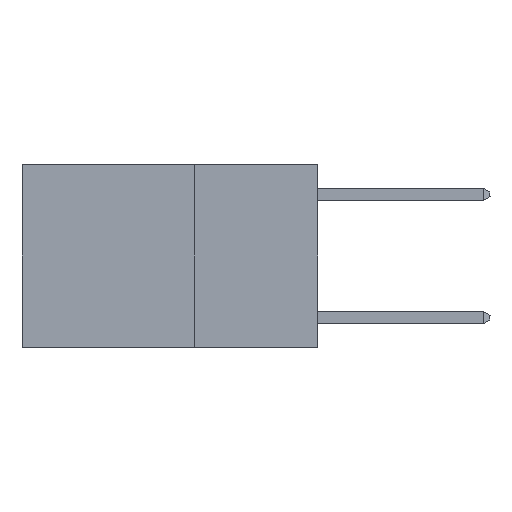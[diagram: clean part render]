
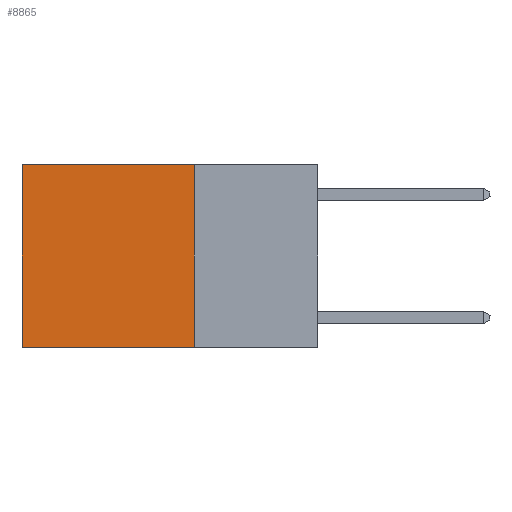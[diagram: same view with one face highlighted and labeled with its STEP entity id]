
A CAD part, left-side view. The second image highlights one B-rep face of the part: STEP entity #8865.
In plain terms, the highlighted planar face has unit normal (-1, 0, 0).
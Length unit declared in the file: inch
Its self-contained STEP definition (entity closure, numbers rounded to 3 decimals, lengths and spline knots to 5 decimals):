
#158 = LINE ( 'NONE', #8466, #649 ) ;
#481 = CARTESIAN_POINT ( 'NONE',  ( 0.2625, 0.25, -0.37 ) ) ;
#617 = CARTESIAN_POINT ( 'NONE',  ( 0.2625, 0.25, 0. ) ) ;
#649 = VECTOR ( 'NONE', #1087, 39.37008 ) ;
#916 = VERTEX_POINT ( 'NONE', #2300 ) ;
#1087 = DIRECTION ( 'NONE',  ( 0., 1., 0. ) ) ;
#1713 = AXIS2_PLACEMENT_3D ( 'NONE', #617, #7273, #7332 ) ;
#1822 = EDGE_LOOP ( 'NONE', ( #6715, #3639, #8515, #5133 ) ) ;
#2300 = CARTESIAN_POINT ( 'NONE',  ( 0.2625, 0.25, 0. ) ) ;
#2712 = VERTEX_POINT ( 'NONE', #7409 ) ;
#3156 = CARTESIAN_POINT ( 'NONE',  ( 0.2625, 0.25, 0. ) ) ;
#3211 = DIRECTION ( 'NONE',  ( 0., 1., 0. ) ) ;
#3237 = CARTESIAN_POINT ( 'NONE',  ( 0.2625, 0.6, 0. ) ) ;
#3255 = VECTOR ( 'NONE', #4905, 39.37008 ) ;
#3350 = CARTESIAN_POINT ( 'NONE',  ( 0.2625, 0.6, -0.37 ) ) ;
#3639 = ORIENTED_EDGE ( 'NONE', *, *, #4003, .F. ) ;
#4003 = EDGE_CURVE ( 'NONE', #4989, #4883, #9146, .T. ) ;
#4883 = VERTEX_POINT ( 'NONE', #3350 ) ;
#4905 = DIRECTION ( 'NONE',  ( 0., 0., -1. ) ) ;
#4989 = VERTEX_POINT ( 'NONE', #481 ) ;
#5133 = ORIENTED_EDGE ( 'NONE', *, *, #6634, .T. ) ;
#5752 = FACE_OUTER_BOUND ( 'NONE', #1822, .T. ) ;
#6382 = LINE ( 'NONE', #3156, #3255 ) ;
#6527 = LINE ( 'NONE', #3237, #7604 ) ;
#6634 = EDGE_CURVE ( 'NONE', #916, #2712, #158, .T. ) ;
#6715 = ORIENTED_EDGE ( 'NONE', *, *, #7019, .T. ) ;
#6731 = VECTOR ( 'NONE', #3211, 39.37008 ) ;
#7019 = EDGE_CURVE ( 'NONE', #2712, #4883, #6527, .T. ) ;
#7273 = DIRECTION ( 'NONE',  ( 1., 0., 0. ) ) ;
#7332 = DIRECTION ( 'NONE',  ( 0., 0., -1. ) ) ;
#7409 = CARTESIAN_POINT ( 'NONE',  ( 0.2625, 0.6, 0. ) ) ;
#7604 = VECTOR ( 'NONE', #9029, 39.37008 ) ;
#8030 = EDGE_CURVE ( 'NONE', #916, #4989, #6382, .T. ) ;
#8466 = CARTESIAN_POINT ( 'NONE',  ( 0.2625, 0.25, 0. ) ) ;
#8515 = ORIENTED_EDGE ( 'NONE', *, *, #8030, .F. ) ;
#8865 = ADVANCED_FACE ( 'NONE', ( #5752 ), #9813, .F. ) ;
#9029 = DIRECTION ( 'NONE',  ( 0., 0., -1. ) ) ;
#9146 = LINE ( 'NONE', #10690, #6731 ) ;
#9813 = PLANE ( 'NONE',  #1713 ) ;
#10690 = CARTESIAN_POINT ( 'NONE',  ( 0.2625, 0.25, -0.37 ) ) ;
